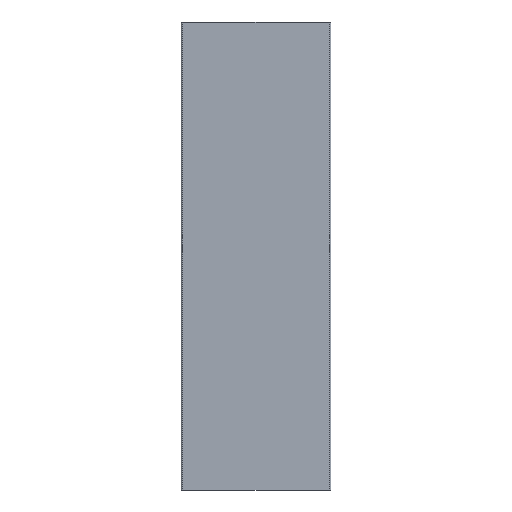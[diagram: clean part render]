
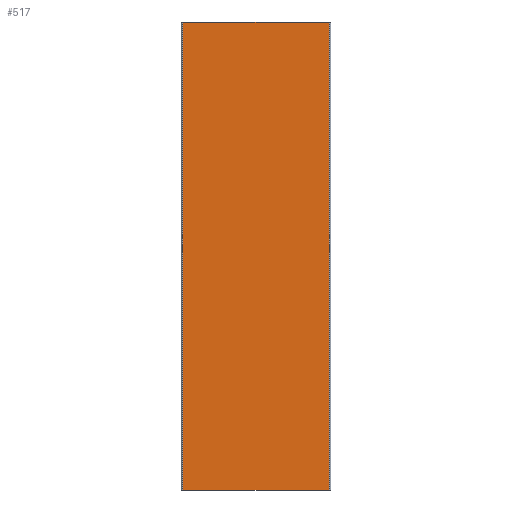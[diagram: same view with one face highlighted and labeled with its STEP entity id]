
A CAD part, front view. The second image highlights one B-rep face of the part: STEP entity #517.
In plain terms, the highlighted planar face has unit normal (0, -1, 0).
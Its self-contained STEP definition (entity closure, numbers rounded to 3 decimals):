
#39=PLANE('',#629);
#64=FACE_OUTER_BOUND('',#92,.T.);
#92=EDGE_LOOP('',(#429,#430,#431,#432));
#111=LINE('',#838,#161);
#133=LINE('',#904,#183);
#142=LINE('',#926,#192);
#143=LINE('',#929,#193);
#161=VECTOR('',#674,10.);
#183=VECTOR('',#732,10.);
#192=VECTOR('',#757,10.);
#193=VECTOR('',#762,10.);
#235=VERTEX_POINT('',#835);
#236=VERTEX_POINT('',#837);
#262=VERTEX_POINT('',#902);
#267=VERTEX_POINT('',#925);
#285=EDGE_CURVE('',#236,#235,#111,.T.);
#318=EDGE_CURVE('',#262,#235,#133,.T.);
#329=EDGE_CURVE('',#236,#267,#142,.T.);
#331=EDGE_CURVE('',#262,#267,#143,.T.);
#429=ORIENTED_EDGE('',*,*,#318,.F.);
#430=ORIENTED_EDGE('',*,*,#331,.T.);
#431=ORIENTED_EDGE('',*,*,#329,.F.);
#432=ORIENTED_EDGE('',*,*,#285,.T.);
#517=ADVANCED_FACE('',(#64),#39,.T.);
#629=AXIS2_PLACEMENT_3D('',#928,#760,#761);
#674=DIRECTION('',(1.,0.,0.));
#732=DIRECTION('',(0.,0.,-1.));
#757=DIRECTION('',(0.,0.,1.));
#760=DIRECTION('center_axis',(0.,-1.,0.));
#761=DIRECTION('ref_axis',(0.,0.,-1.));
#762=DIRECTION('',(-1.,0.,0.));
#835=CARTESIAN_POINT('',(15.7,0.,-50.));
#837=CARTESIAN_POINT('',(-15.7,0.,-50.));
#838=CARTESIAN_POINT('',(-16.,0.,-50.));
#902=CARTESIAN_POINT('',(15.7,0.,50.));
#904=CARTESIAN_POINT('',(15.7,0.,0.));
#925=CARTESIAN_POINT('',(-15.7,0.,50.));
#926=CARTESIAN_POINT('',(-15.7,0.,0.));
#928=CARTESIAN_POINT('Origin',(16.,0.,0.));
#929=CARTESIAN_POINT('',(-16.,0.,50.));
